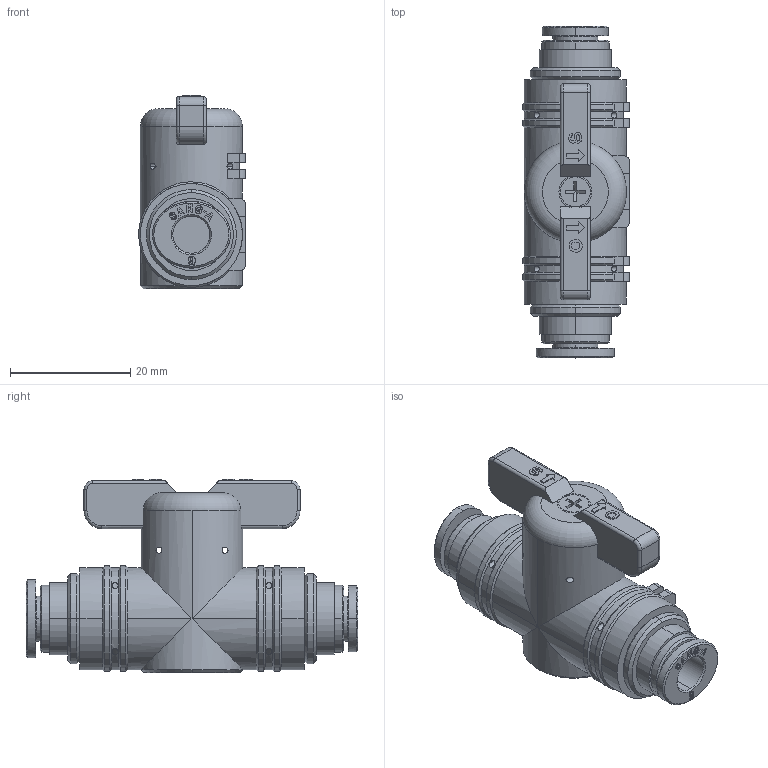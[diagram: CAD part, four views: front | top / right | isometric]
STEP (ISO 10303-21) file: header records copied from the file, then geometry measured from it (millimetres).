
FILE_DESCRIPTION((''),'2;1');
FILE_NAME('GBUC200606-mdt.stp','2017-07-10T19:01:22',(''),(''),'Mechanical Desktop 2009','Mechanical Desktop 2009',', , ');
FILE_SCHEMA(('CONFIG_CONTROL_DESIGN'));
Length unit declared in the file: millimetre
Products named in the file (8): GBUC200606-MDT; PART1; GE3SCREW_1; BOLT-M3; BC6-20; COLLAR-06C; HA; HANDLE-20
Assembly tree (8 placements, depth 3):
  GBUC200606-MDT
    PART1
    GE3SCREW_1
    BOLT-M3
    BC6-20
      COLLAR-06C
    HA  x2
    HANDLE-20
Bounding box: 17.8 x 55.3 x 32.2 mm (x, y, z)
Volume: 13975.9 mm3; surface area: 6009.2 mm2
Topology: 2 solids, 2 shells, 758 faces, 2072 edges, 1363 vertices
Faces by surface type: plane 552, cylinder 116, bspline 44, cone 36, torus 10
Entity records: 26213 total; most frequent: CARTESIAN_POINT 6876, ORIENTED_EDGE 4140, DIRECTION 3750, EDGE_CURVE 2070, VECTOR 1636, LINE 1636, VERTEX_POINT 1363, AXIS2_PLACEMENT_3D 1057
